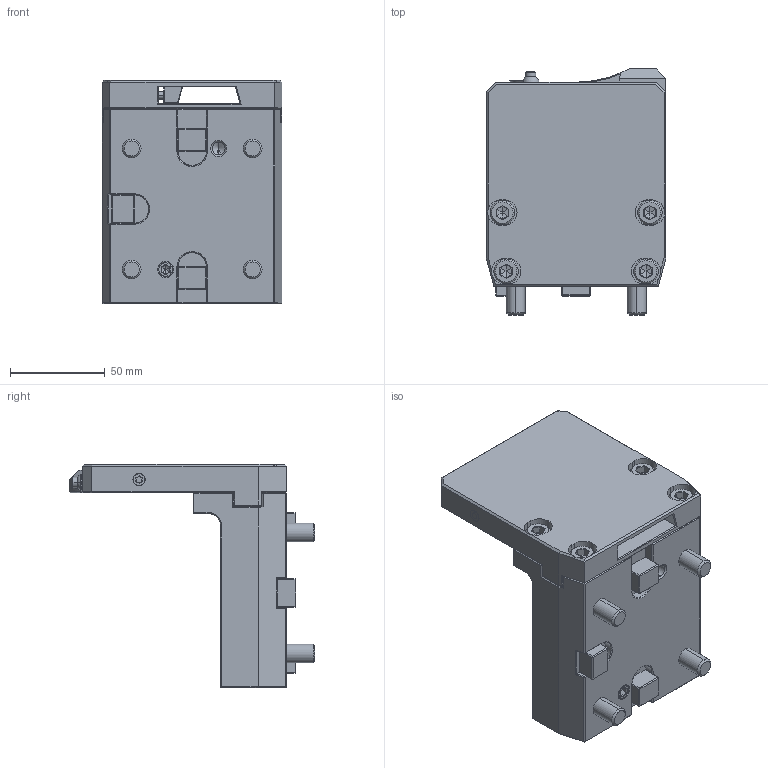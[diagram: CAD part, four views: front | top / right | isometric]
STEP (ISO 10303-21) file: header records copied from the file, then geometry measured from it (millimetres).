
FILE_DESCRIPTION((''),'2;1');
FILE_NAME('NGT_CL_55_32_DO','2023-05-15T',('vali'),('NOVA GRUP'),'PRO/ENGINEER BY PARAMETRIC TECHNOLOGY CORPORATION, 2010280','PRO/ENGINEER BY PARAMETRIC TECHNOLOGY CORPORATION, 2010280','');
FILE_SCHEMA(('CONFIG_CONTROL_DESIGN'));
Length unit declared in the file: millimetre
Products named in the file (1): NGT_CL_55_32_DO
Bounding box: 95.13 x 130 x 118 mm (x, y, z)
Volume: 458562 mm3; surface area: 76196.1 mm2
Topology: 1 solids, 1 shells, 440 faces, 1132 edges, 686 vertices
Faces by surface type: plane 284, cylinder 89, cone 50, torus 8, bspline 7, sphere 2
Entity records: 14089 total; most frequent: CARTESIAN_POINT 3463, ORIENTED_EDGE 2248, DIRECTION 2093, EDGE_CURVE 1124, VECTOR 877, LINE 877, VERTEX_POINT 686, AXIS2_PLACEMENT_3D 608
